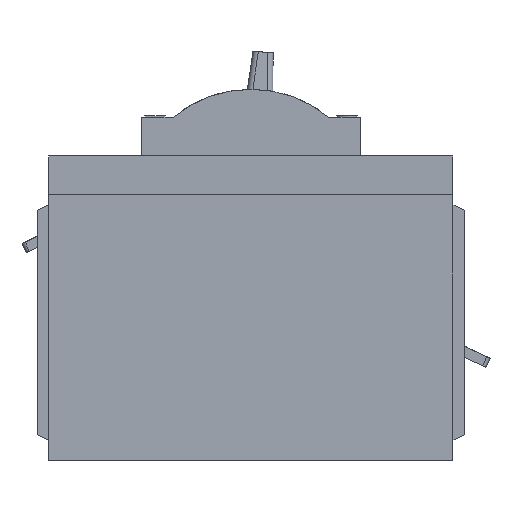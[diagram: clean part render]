
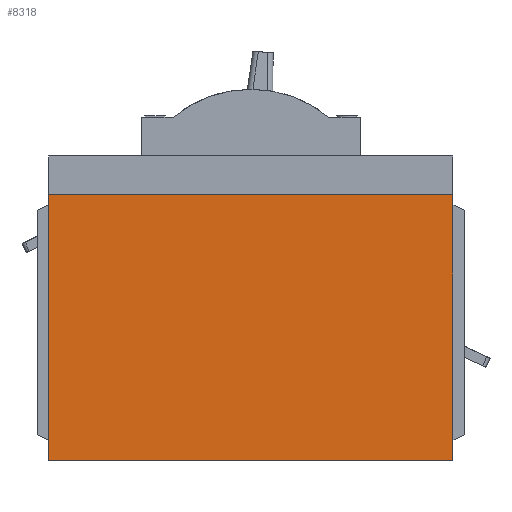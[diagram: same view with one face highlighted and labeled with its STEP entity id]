
A CAD part, left-side view. The second image highlights one B-rep face of the part: STEP entity #8318.
In plain terms, the highlighted planar face has unit normal (-1, 0, 0).
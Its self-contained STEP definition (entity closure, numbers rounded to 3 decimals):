
#2406 = EDGE_CURVE ( 'NONE', #21537, #21506, #22795, .T. ) ;
#4717 = CARTESIAN_POINT ( 'NONE',  ( -72.46, -45.719, -75.968 ) ) ;
#4722 = PLANE ( 'NONE',  #29199 ) ;
#4725 = DIRECTION ( 'NONE',  ( -1., 0., 0. ) ) ;
#4726 = DIRECTION ( 'NONE',  ( 0., 1., 0. ) ) ;
#8318 = ADVANCED_FACE ( 'NONE', ( #11730 ), #4722, .T. ) ;
#9142 = EDGE_CURVE ( 'NONE', #21506, #21509, #12174, .T. ) ;
#10341 = DIRECTION ( 'NONE',  ( 0., -1., 0. ) ) ;
#10350 = CARTESIAN_POINT ( 'NONE',  ( -72.46, -45.719, -75.968 ) ) ;
#11167 = CARTESIAN_POINT ( 'NONE',  ( -72.46, -45.719, 3.032 ) ) ;
#11168 = DIRECTION ( 'NONE',  ( 0., 1., 0. ) ) ;
#11730 = FACE_OUTER_BOUND ( 'NONE', #40087, .T. ) ;
#12174 = LINE ( 'NONE', #13321, #12177 ) ;
#12177 = VECTOR ( 'NONE', #13322, 1000. ) ;
#13321 = CARTESIAN_POINT ( 'NONE',  ( -72.46, -45.719, 3.032 ) ) ;
#13322 = DIRECTION ( 'NONE',  ( 0., 0., 1. ) ) ;
#20561 = LINE ( 'NONE', #11167, #20564 ) ;
#20564 = VECTOR ( 'NONE', #11168, 1000. ) ;
#21506 = VERTEX_POINT ( 'NONE', #36543 ) ;
#21509 = VERTEX_POINT ( 'NONE', #36546 ) ;
#21530 = VERTEX_POINT ( 'NONE', #36567 ) ;
#21537 = VERTEX_POINT ( 'NONE', #36574 ) ;
#22795 = LINE ( 'NONE', #10350, #22802 ) ;
#22802 = VECTOR ( 'NONE', #10341, 1000. ) ;
#23860 = EDGE_CURVE ( 'NONE', #21530, #21537, #34499, .T. ) ;
#26509 = ORIENTED_EDGE ( 'NONE', *, *, #9142, .T. ) ;
#26510 = ORIENTED_EDGE ( 'NONE', *, *, #30416, .T. ) ;
#26511 = ORIENTED_EDGE ( 'NONE', *, *, #23860, .T. ) ;
#26512 = ORIENTED_EDGE ( 'NONE', *, *, #2406, .T. ) ;
#29199 = AXIS2_PLACEMENT_3D ( 'NONE', #4717, #4725, #4726 ) ;
#30416 = EDGE_CURVE ( 'NONE', #21509, #21530, #20561, .T. ) ;
#34499 = LINE ( 'NONE', #37815, #34502 ) ;
#34502 = VECTOR ( 'NONE', #37816, 1000. ) ;
#36543 = CARTESIAN_POINT ( 'NONE',  ( -72.46, -45.719, -75.968 ) ) ;
#36546 = CARTESIAN_POINT ( 'NONE',  ( -72.46, -45.719, 3.032 ) ) ;
#36567 = CARTESIAN_POINT ( 'NONE',  ( -72.46, 74.281, 3.032 ) ) ;
#36574 = CARTESIAN_POINT ( 'NONE',  ( -72.46, 74.281, -75.968 ) ) ;
#37815 = CARTESIAN_POINT ( 'NONE',  ( -72.46, 74.281, 3.032 ) ) ;
#37816 = DIRECTION ( 'NONE',  ( 0., 0., -1. ) ) ;
#40087 = EDGE_LOOP ( 'NONE', ( #26509, #26510, #26511, #26512 ) ) ;
